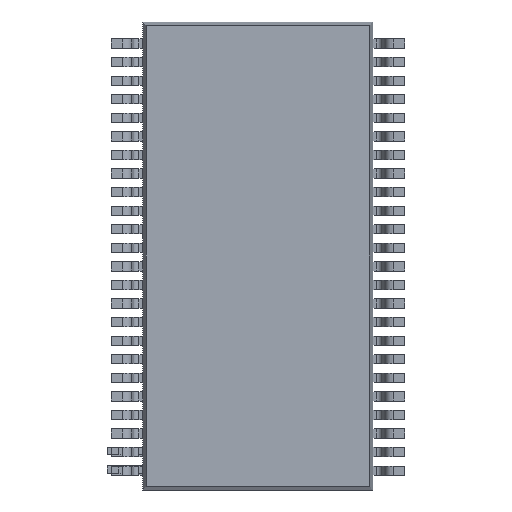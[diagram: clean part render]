
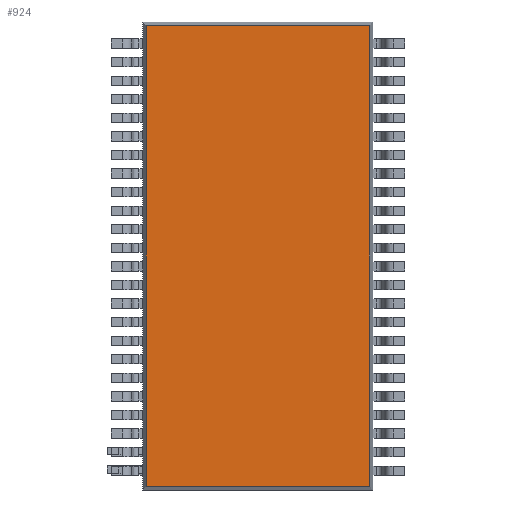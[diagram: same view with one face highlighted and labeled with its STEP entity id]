
A CAD part, front view. The second image highlights one B-rep face of the part: STEP entity #924.
In plain terms, the highlighted planar face has unit normal (0, -1, 0).
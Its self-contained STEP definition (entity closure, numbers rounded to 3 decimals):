
#88 = CARTESIAN_POINT ( 'NONE',  ( 3.004, -0.5, 6.3 ) ) ;
#165 = CARTESIAN_POINT ( 'NONE',  ( -3.1, -0.5, 6.3 ) ) ;
#214 = CARTESIAN_POINT ( 'NONE',  ( -3.1, -0.5, -6.204 ) ) ;
#263 = CARTESIAN_POINT ( 'NONE',  ( -3.004, -0.5, 6.204 ) ) ;
#282 = DIRECTION ( 'NONE',  ( 1., 0., 0. ) ) ;
#354 = FACE_OUTER_BOUND ( 'NONE', #1313, .T. ) ;
#376 = CARTESIAN_POINT ( 'NONE',  ( 3.004, -0.5, -6.204 ) ) ;
#460 = LINE ( 'NONE', #88, #1060 ) ;
#545 = VERTEX_POINT ( 'NONE', #1162 ) ;
#566 = VECTOR ( 'NONE', #1020, 1000. ) ;
#693 = CARTESIAN_POINT ( 'NONE',  ( -3.1, -0.5, 6.204 ) ) ;
#924 = ADVANCED_FACE ( 'NONE', ( #354 ), #1170, .F. ) ;
#1020 = DIRECTION ( 'NONE',  ( -1., 0., 0. ) ) ;
#1060 = VECTOR ( 'NONE', #2475, 1000. ) ;
#1099 = LINE ( 'NONE', #693, #1610 ) ;
#1136 = EDGE_CURVE ( 'NONE', #2433, #545, #2009, .T. ) ;
#1162 = CARTESIAN_POINT ( 'NONE',  ( -3.004, -0.5, -6.204 ) ) ;
#1170 = PLANE ( 'NONE',  #1554 ) ;
#1195 = EDGE_CURVE ( 'NONE', #1588, #2433, #460, .T. ) ;
#1290 = CARTESIAN_POINT ( 'NONE',  ( -3.004, -0.5, 6.3 ) ) ;
#1298 = LINE ( 'NONE', #1290, #2301 ) ;
#1313 = EDGE_LOOP ( 'NONE', ( #2329, #2127, #1639, #1430 ) ) ;
#1415 = CARTESIAN_POINT ( 'NONE',  ( 3.004, -0.5, 6.204 ) ) ;
#1430 = ORIENTED_EDGE ( 'NONE', *, *, #1136, .F. ) ;
#1529 = DIRECTION ( 'NONE',  ( 0., 1., 0. ) ) ;
#1554 = AXIS2_PLACEMENT_3D ( 'NONE', #165, #1529, #2275 ) ;
#1581 = VERTEX_POINT ( 'NONE', #263 ) ;
#1588 = VERTEX_POINT ( 'NONE', #1415 ) ;
#1610 = VECTOR ( 'NONE', #282, 1000. ) ;
#1639 = ORIENTED_EDGE ( 'NONE', *, *, #1769, .F. ) ;
#1769 = EDGE_CURVE ( 'NONE', #545, #1581, #1298, .T. ) ;
#2009 = LINE ( 'NONE', #214, #566 ) ;
#2080 = DIRECTION ( 'NONE',  ( 0., 0., 1. ) ) ;
#2127 = ORIENTED_EDGE ( 'NONE', *, *, #2197, .F. ) ;
#2197 = EDGE_CURVE ( 'NONE', #1581, #1588, #1099, .T. ) ;
#2275 = DIRECTION ( 'NONE',  ( 0., 0., 1. ) ) ;
#2301 = VECTOR ( 'NONE', #2080, 1000. ) ;
#2329 = ORIENTED_EDGE ( 'NONE', *, *, #1195, .F. ) ;
#2433 = VERTEX_POINT ( 'NONE', #376 ) ;
#2475 = DIRECTION ( 'NONE',  ( 0., 0., -1. ) ) ;
